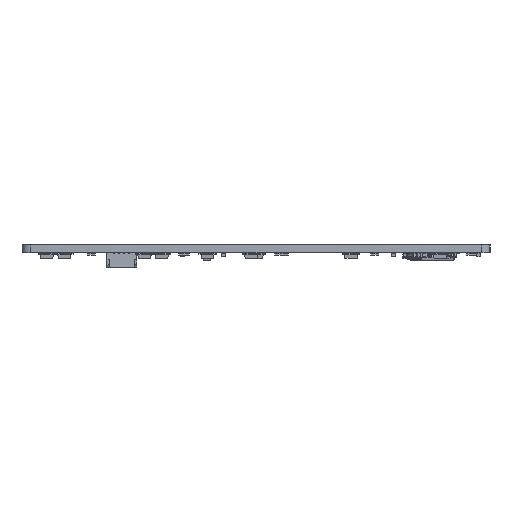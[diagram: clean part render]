
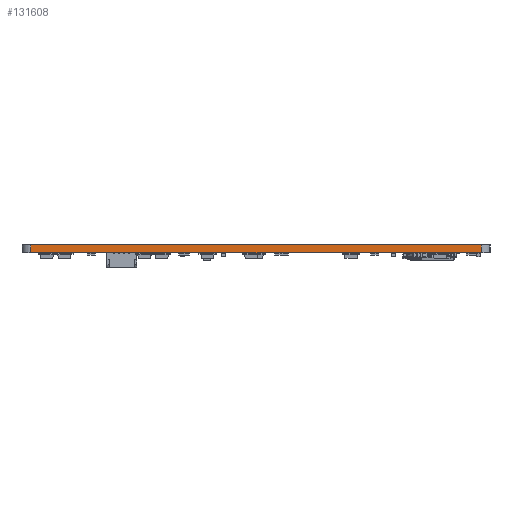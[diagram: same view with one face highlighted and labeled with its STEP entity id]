
A CAD part, left-side view. The second image highlights one B-rep face of the part: STEP entity #131608.
In plain terms, the highlighted planar face has unit normal (-1, 0, 0).
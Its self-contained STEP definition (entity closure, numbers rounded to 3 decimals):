
#100555 = PLANE('',#100556);
#100556 = AXIS2_PLACEMENT_3D('',#100557,#100558,#100559);
#100557 = CARTESIAN_POINT('',(171.92,-121.9,1.6));
#100558 = DIRECTION('',(0.,0.,1.));
#100559 = DIRECTION('',(1.,0.,-0.));
#100610 = PLANE('',#100611);
#100611 = AXIS2_PLACEMENT_3D('',#100612,#100613,#100614);
#100612 = CARTESIAN_POINT('',(171.92,-121.9,0.));
#100613 = DIRECTION('',(0.,0.,1.));
#100614 = DIRECTION('',(1.,0.,-0.));
#100719 = CYLINDRICAL_SURFACE('',#100720,1.8);
#100720 = AXIS2_PLACEMENT_3D('',#100721,#100722,#100723);
#100721 = CARTESIAN_POINT('',(31.32,-76.6,0.));
#100722 = DIRECTION('',(-0.,-0.,-1.));
#100723 = DIRECTION('',(1.,0.,-0.));
#100780 = VERTEX_POINT('',#100781);
#100781 = CARTESIAN_POINT('',(29.52,-76.6,0.));
#100803 = EDGE_CURVE('',#100804,#100780,#100806,.T.);
#100804 = VERTEX_POINT('',#100805);
#100805 = CARTESIAN_POINT('',(29.52,-167.2,0.));
#100806 = SURFACE_CURVE('',#100807,(#100811,#100818),.PCURVE_S1.);
#100807 = LINE('',#100808,#100809);
#100808 = CARTESIAN_POINT('',(29.52,-167.2,0.));
#100809 = VECTOR('',#100810,1.);
#100810 = DIRECTION('',(0.,1.,0.));
#100811 = PCURVE('',#100610,#100812);
#100812 = DEFINITIONAL_REPRESENTATION('',(#100813),#100817);
#100813 = LINE('',#100814,#100815);
#100814 = CARTESIAN_POINT('',(-142.4,-45.3));
#100815 = VECTOR('',#100816,1.);
#100816 = DIRECTION('',(0.,1.));
#100817 = ( GEOMETRIC_REPRESENTATION_CONTEXT(2) 
PARAMETRIC_REPRESENTATION_CONTEXT() REPRESENTATION_CONTEXT('2D SPACE',''
  ) );
#100818 = PCURVE('',#100819,#100824);
#100819 = PLANE('',#100820);
#100820 = AXIS2_PLACEMENT_3D('',#100821,#100822,#100823);
#100821 = CARTESIAN_POINT('',(29.52,-167.2,0.));
#100822 = DIRECTION('',(-1.,0.,0.));
#100823 = DIRECTION('',(0.,1.,0.));
#100824 = DEFINITIONAL_REPRESENTATION('',(#100825),#100829);
#100825 = LINE('',#100826,#100827);
#100826 = CARTESIAN_POINT('',(0.,0.));
#100827 = VECTOR('',#100828,1.);
#100828 = DIRECTION('',(1.,0.));
#100829 = ( GEOMETRIC_REPRESENTATION_CONTEXT(2) 
PARAMETRIC_REPRESENTATION_CONTEXT() REPRESENTATION_CONTEXT('2D SPACE',''
  ) );
#100848 = CYLINDRICAL_SURFACE('',#100849,1.8);
#100849 = AXIS2_PLACEMENT_3D('',#100850,#100851,#100852);
#100850 = CARTESIAN_POINT('',(31.32,-167.2,0.));
#100851 = DIRECTION('',(-0.,-0.,-1.));
#100852 = DIRECTION('',(1.,0.,-0.));
#117472 = VERTEX_POINT('',#117473);
#117473 = CARTESIAN_POINT('',(29.52,-76.6,1.6));
#117495 = EDGE_CURVE('',#117496,#117472,#117498,.T.);
#117496 = VERTEX_POINT('',#117497);
#117497 = CARTESIAN_POINT('',(29.52,-167.2,1.6));
#117498 = SURFACE_CURVE('',#117499,(#117503,#117510),.PCURVE_S1.);
#117499 = LINE('',#117500,#117501);
#117500 = CARTESIAN_POINT('',(29.52,-167.2,1.6));
#117501 = VECTOR('',#117502,1.);
#117502 = DIRECTION('',(0.,1.,0.));
#117503 = PCURVE('',#100555,#117504);
#117504 = DEFINITIONAL_REPRESENTATION('',(#117505),#117509);
#117505 = LINE('',#117506,#117507);
#117506 = CARTESIAN_POINT('',(-142.4,-45.3));
#117507 = VECTOR('',#117508,1.);
#117508 = DIRECTION('',(0.,1.));
#117509 = ( GEOMETRIC_REPRESENTATION_CONTEXT(2) 
PARAMETRIC_REPRESENTATION_CONTEXT() REPRESENTATION_CONTEXT('2D SPACE',''
  ) );
#117510 = PCURVE('',#100819,#117511);
#117511 = DEFINITIONAL_REPRESENTATION('',(#117512),#117516);
#117512 = LINE('',#117513,#117514);
#117513 = CARTESIAN_POINT('',(0.,-1.6));
#117514 = VECTOR('',#117515,1.);
#117515 = DIRECTION('',(1.,0.));
#117516 = ( GEOMETRIC_REPRESENTATION_CONTEXT(2) 
PARAMETRIC_REPRESENTATION_CONTEXT() REPRESENTATION_CONTEXT('2D SPACE',''
  ) );
#131560 = EDGE_CURVE('',#100780,#117472,#131561,.T.);
#131561 = SURFACE_CURVE('',#131562,(#131566,#131573),.PCURVE_S1.);
#131562 = LINE('',#131563,#131564);
#131563 = CARTESIAN_POINT('',(29.52,-76.6,0.));
#131564 = VECTOR('',#131565,1.);
#131565 = DIRECTION('',(0.,0.,1.));
#131566 = PCURVE('',#100719,#131567);
#131567 = DEFINITIONAL_REPRESENTATION('',(#131568),#131572);
#131568 = LINE('',#131569,#131570);
#131569 = CARTESIAN_POINT('',(-3.142,0.));
#131570 = VECTOR('',#131571,1.);
#131571 = DIRECTION('',(-0.,-1.));
#131572 = ( GEOMETRIC_REPRESENTATION_CONTEXT(2) 
PARAMETRIC_REPRESENTATION_CONTEXT() REPRESENTATION_CONTEXT('2D SPACE',''
  ) );
#131573 = PCURVE('',#100819,#131574);
#131574 = DEFINITIONAL_REPRESENTATION('',(#131575),#131579);
#131575 = LINE('',#131576,#131577);
#131576 = CARTESIAN_POINT('',(90.6,0.));
#131577 = VECTOR('',#131578,1.);
#131578 = DIRECTION('',(0.,-1.));
#131579 = ( GEOMETRIC_REPRESENTATION_CONTEXT(2) 
PARAMETRIC_REPRESENTATION_CONTEXT() REPRESENTATION_CONTEXT('2D SPACE',''
  ) );
#131608 = ADVANCED_FACE('',(#131609),#100819,.T.);
#131609 = FACE_BOUND('',#131610,.T.);
#131610 = EDGE_LOOP('',(#131611,#131632,#131633,#131634));
#131611 = ORIENTED_EDGE('',*,*,#131612,.T.);
#131612 = EDGE_CURVE('',#100804,#117496,#131613,.T.);
#131613 = SURFACE_CURVE('',#131614,(#131618,#131625),.PCURVE_S1.);
#131614 = LINE('',#131615,#131616);
#131615 = CARTESIAN_POINT('',(29.52,-167.2,0.));
#131616 = VECTOR('',#131617,1.);
#131617 = DIRECTION('',(0.,0.,1.));
#131618 = PCURVE('',#100819,#131619);
#131619 = DEFINITIONAL_REPRESENTATION('',(#131620),#131624);
#131620 = LINE('',#131621,#131622);
#131621 = CARTESIAN_POINT('',(0.,0.));
#131622 = VECTOR('',#131623,1.);
#131623 = DIRECTION('',(0.,-1.));
#131624 = ( GEOMETRIC_REPRESENTATION_CONTEXT(2) 
PARAMETRIC_REPRESENTATION_CONTEXT() REPRESENTATION_CONTEXT('2D SPACE',''
  ) );
#131625 = PCURVE('',#100848,#131626);
#131626 = DEFINITIONAL_REPRESENTATION('',(#131627),#131631);
#131627 = LINE('',#131628,#131629);
#131628 = CARTESIAN_POINT('',(-3.142,0.));
#131629 = VECTOR('',#131630,1.);
#131630 = DIRECTION('',(-0.,-1.));
#131631 = ( GEOMETRIC_REPRESENTATION_CONTEXT(2) 
PARAMETRIC_REPRESENTATION_CONTEXT() REPRESENTATION_CONTEXT('2D SPACE',''
  ) );
#131632 = ORIENTED_EDGE('',*,*,#117495,.T.);
#131633 = ORIENTED_EDGE('',*,*,#131560,.F.);
#131634 = ORIENTED_EDGE('',*,*,#100803,.F.);
